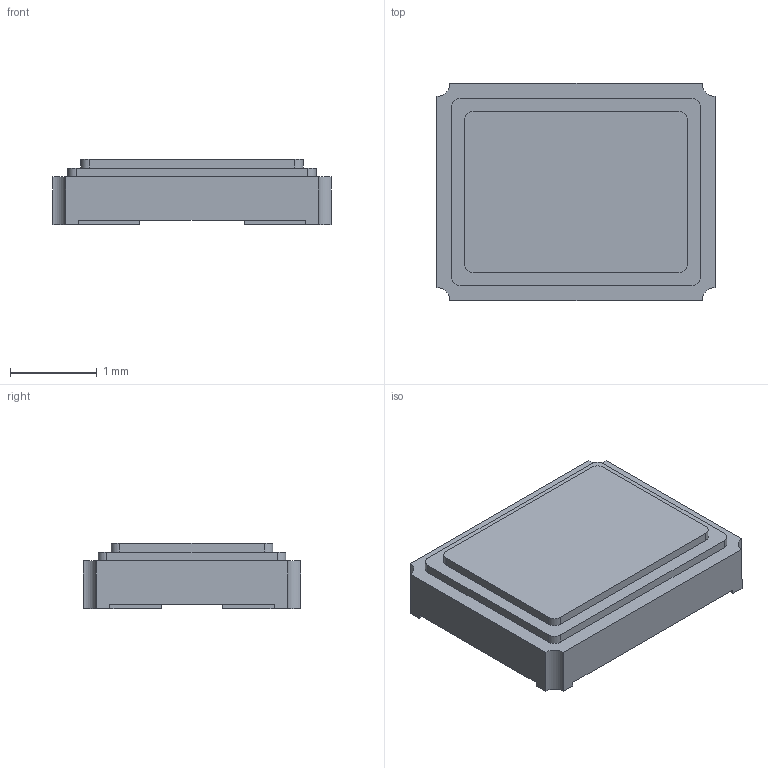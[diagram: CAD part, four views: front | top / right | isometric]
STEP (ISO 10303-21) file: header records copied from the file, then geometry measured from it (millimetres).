
FILE_DESCRIPTION (( 'STEP AP214' ), '1' );
FILE_NAME ('krystal_7m-11184.STEP', '2021-02-19T08:52:39', ( '' ), ( '' ), 'SwSTEP 2.0', 'SolidWorks 2019', '' );
FILE_SCHEMA (( 'AUTOMOTIVE_DESIGN' ));
Length unit declared in the file: millimetre
Products named in the file (1): krystal_7m-11184
Bounding box: 3.2 x 2.5 x 0.75 mm (x, y, z)
Volume: 5.2 mm3; surface area: 24 mm2
Topology: 1 solids, 1 shells, 57 faces, 159 edges, 106 vertices
Faces by surface type: plane 37, cylinder 20
Entity records: 2219 total; most frequent: CARTESIAN_POINT 323, ORIENTED_EDGE 318, DIRECTION 315, EDGE_CURVE 159, LINE 119, VECTOR 119, VERTEX_POINT 106, AXIS2_PLACEMENT_3D 98
